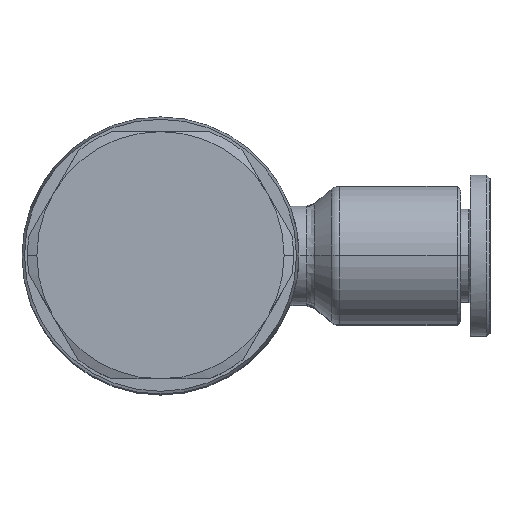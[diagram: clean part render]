
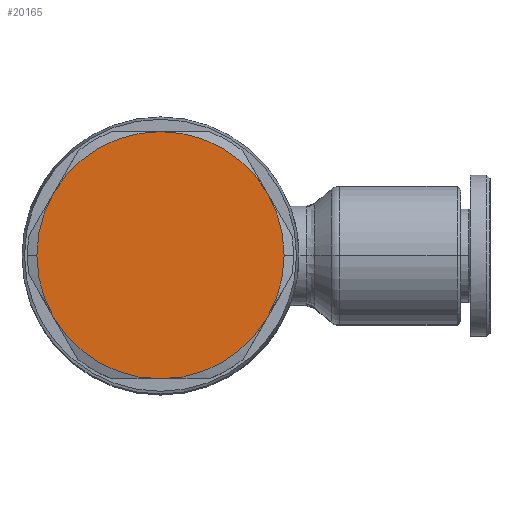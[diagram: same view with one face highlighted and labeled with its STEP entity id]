
A CAD part, top view. The second image highlights one B-rep face of the part: STEP entity #20165.
In plain terms, the highlighted planar face has unit normal (0, 0, 1).
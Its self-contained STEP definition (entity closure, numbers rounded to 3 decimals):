
#1735=CARTESIAN_POINT('',(13.7,0.,14.5));
#1736=VERTEX_POINT('',#1735);
#1745=CARTESIAN_POINT('',(12.36,-5.,14.5));
#1746=VERTEX_POINT('',#1745);
#1747=CARTESIAN_POINT('',(3.7,0.,14.5));
#1748=DIRECTION('',(0.0,0.0,1.0));
#1749=DIRECTION('',(-1.0,0.0,0.0));
#1750=AXIS2_PLACEMENT_3D('',#1747,#1748,#1749);
#1751=CIRCLE('',#1750,10.);
#1752=EDGE_CURVE('',#1746,#1736,#1751,.T.);
#1786=CARTESIAN_POINT('',(-6.3,0.,14.5));
#1787=VERTEX_POINT('',#1786);
#1803=CARTESIAN_POINT('',(-4.96,-5.,14.5));
#1804=VERTEX_POINT('',#1803);
#1818=CARTESIAN_POINT('',(3.7,0.,14.5));
#1819=DIRECTION('',(0.0,0.0,1.0));
#1820=DIRECTION('',(-1.0,0.0,0.0));
#1821=AXIS2_PLACEMENT_3D('',#1818,#1819,#1820);
#1822=CIRCLE('',#1821,10.);
#1823=EDGE_CURVE('',#1787,#1804,#1822,.T.);
#19728=CARTESIAN_POINT('',(12.36,5.,14.5));
#19729=VERTEX_POINT('',#19728);
#19802=CARTESIAN_POINT('',(3.7,-10.,14.5));
#19803=VERTEX_POINT('',#19802);
#19846=CARTESIAN_POINT('',(-4.96,5.,14.5));
#19847=VERTEX_POINT('',#19846);
#19848=CARTESIAN_POINT('',(3.7,0.,14.5));
#19849=DIRECTION('',(0.0,0.0,1.0));
#19850=DIRECTION('',(-1.0,0.0,0.0));
#19851=AXIS2_PLACEMENT_3D('',#19848,#19849,#19850);
#19852=CIRCLE('',#19851,10.);
#19853=EDGE_CURVE('',#19847,#1787,#19852,.T.);
#19921=CARTESIAN_POINT('',(3.7,10.,14.5));
#19922=VERTEX_POINT('',#19921);
#19923=CARTESIAN_POINT('',(3.7,0.,14.5));
#19924=DIRECTION('',(0.0,0.0,1.0));
#19925=DIRECTION('',(-1.0,0.0,0.0));
#19926=AXIS2_PLACEMENT_3D('',#19923,#19924,#19925);
#19927=CIRCLE('',#19926,10.);
#19928=EDGE_CURVE('',#19922,#19847,#19927,.T.);
#19965=CARTESIAN_POINT('',(3.7,0.,14.5));
#19966=DIRECTION('',(0.0,0.0,1.0));
#19967=DIRECTION('',(-1.0,0.0,0.0));
#19968=AXIS2_PLACEMENT_3D('',#19965,#19966,#19967);
#19969=CIRCLE('',#19968,10.);
#19970=EDGE_CURVE('',#19729,#19922,#19969,.T.);
#19984=CARTESIAN_POINT('',(3.7,0.,14.5));
#19985=DIRECTION('',(0.0,0.0,1.0));
#19986=DIRECTION('',(-1.0,0.0,0.0));
#19987=AXIS2_PLACEMENT_3D('',#19984,#19985,#19986);
#19988=CIRCLE('',#19987,10.);
#19989=EDGE_CURVE('',#1736,#19729,#19988,.T.);
#20001=CARTESIAN_POINT('',(3.7,0.,14.5));
#20002=DIRECTION('',(0.0,0.0,1.0));
#20003=DIRECTION('',(-1.0,0.0,0.0));
#20004=AXIS2_PLACEMENT_3D('',#20001,#20002,#20003);
#20005=CIRCLE('',#20004,10.);
#20006=EDGE_CURVE('',#19803,#1746,#20005,.T.);
#20019=CARTESIAN_POINT('',(3.7,0.,14.5));
#20020=DIRECTION('',(0.0,0.0,1.0));
#20021=DIRECTION('',(-1.0,0.0,0.0));
#20022=AXIS2_PLACEMENT_3D('',#20019,#20020,#20021);
#20023=CIRCLE('',#20022,10.);
#20024=EDGE_CURVE('',#1804,#19803,#20023,.T.);
#20150=CARTESIAN_POINT('',(-0.85,0.,14.5));
#20151=DIRECTION('',(0.0,0.0,1.0));
#20152=DIRECTION('',(-1.0,0.0,0.0));
#20153=AXIS2_PLACEMENT_3D('',#20150,#20151,#20152);
#20154=PLANE('',#20153);
#20155=ORIENTED_EDGE('',*,*,#20024,.T.);
#20156=ORIENTED_EDGE('',*,*,#20006,.T.);
#20157=ORIENTED_EDGE('',*,*,#1752,.T.);
#20158=ORIENTED_EDGE('',*,*,#19989,.T.);
#20159=ORIENTED_EDGE('',*,*,#19970,.T.);
#20160=ORIENTED_EDGE('',*,*,#19928,.T.);
#20161=ORIENTED_EDGE('',*,*,#19853,.T.);
#20162=ORIENTED_EDGE('',*,*,#1823,.T.);
#20163=EDGE_LOOP('',(#20155,#20156,#20157,#20158,#20159,#20160,#20161,#20162));
#20164=FACE_OUTER_BOUND('',#20163,.T.);
#20165=ADVANCED_FACE('',(#20164),#20154,.T.);
